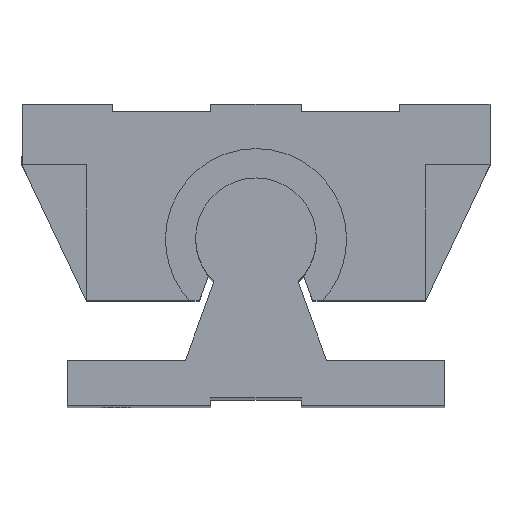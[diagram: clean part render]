
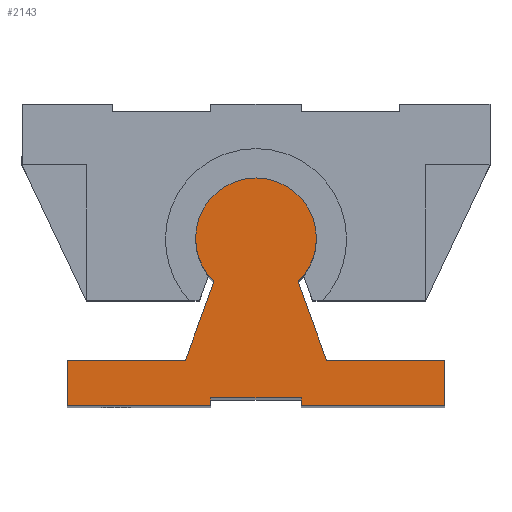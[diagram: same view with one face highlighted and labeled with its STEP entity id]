
A CAD part, top view. The second image highlights one B-rep face of the part: STEP entity #2143.
In plain terms, the highlighted planar face has unit normal (0, 0, 1).
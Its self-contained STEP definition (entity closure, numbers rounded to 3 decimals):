
#41 = AXIS2_PLACEMENT_3D ( 'NONE', #7232, #14578, #8395 ) ;
#91 = VERTEX_POINT ( 'NONE', #9360 ) ;
#113 = DIRECTION ( 'NONE',  ( 1., 0., 0. ) ) ;
#186 = CARTESIAN_POINT ( 'NONE',  ( -5.565, -23.607, 85. ) ) ;
#301 = CIRCLE ( 'NONE', #41, 8. ) ;
#370 = ORIENTED_EDGE ( 'NONE', *, *, #4181, .T. ) ;
#520 = DIRECTION ( 'NONE',  ( -1., 0., 0. ) ) ;
#596 = DIRECTION ( 'NONE',  ( 0., -1., 0. ) ) ;
#911 = VECTOR ( 'NONE', #9720, 1000. ) ;
#1059 = VERTEX_POINT ( 'NONE', #5181 ) ;
#1121 = LINE ( 'NONE', #5091, #6910 ) ;
#1903 = AXIS2_PLACEMENT_3D ( 'NONE', #9049, #7802, #520 ) ;
#1912 = VECTOR ( 'NONE', #11011, 1000. ) ;
#1966 = VERTEX_POINT ( 'NONE', #6667 ) ;
#2032 = DIRECTION ( 'NONE',  ( -1., 0., 0. ) ) ;
#2143 = ADVANCED_FACE ( 'NONE', ( #15166 ), #7801, .F. ) ;
#2257 = VERTEX_POINT ( 'NONE', #4331 ) ;
#2337 = CARTESIAN_POINT ( 'NONE',  ( -25., -40., 85. ) ) ;
#2467 = VERTEX_POINT ( 'NONE', #2337 ) ;
#2736 = VERTEX_POINT ( 'NONE', #10480 ) ;
#2869 = VECTOR ( 'NONE', #113, 1000. ) ;
#3063 = ORIENTED_EDGE ( 'NONE', *, *, #6055, .T. ) ;
#3350 = CARTESIAN_POINT ( 'NONE',  ( 0., -17.86, 85. ) ) ;
#3739 = VECTOR ( 'NONE', #8143, 1000. ) ;
#3922 = CARTESIAN_POINT ( 'NONE',  ( 25., -34., 85. ) ) ;
#3966 = VECTOR ( 'NONE', #8085, 1000. ) ;
#4010 = CARTESIAN_POINT ( 'NONE',  ( 0., -17.86, 85. ) ) ;
#4181 = EDGE_CURVE ( 'NONE', #2467, #91, #9891, .T. ) ;
#4331 = CARTESIAN_POINT ( 'NONE',  ( -9.348, -34., 85. ) ) ;
#4373 = VERTEX_POINT ( 'NONE', #9297 ) ;
#4692 = CARTESIAN_POINT ( 'NONE',  ( -6., -40., 85. ) ) ;
#4857 = CARTESIAN_POINT ( 'NONE',  ( 25., -34., 85. ) ) ;
#4871 = ORIENTED_EDGE ( 'NONE', *, *, #6131, .T. ) ;
#5012 = EDGE_CURVE ( 'NONE', #5292, #1966, #10158, .T. ) ;
#5091 = CARTESIAN_POINT ( 'NONE',  ( -25., -34., 85. ) ) ;
#5160 = CARTESIAN_POINT ( 'NONE',  ( 6., -39., 85. ) ) ;
#5181 = CARTESIAN_POINT ( 'NONE',  ( -8., -17.86, 85. ) ) ;
#5292 = VERTEX_POINT ( 'NONE', #11920 ) ;
#5296 = LINE ( 'NONE', #14125, #3966 ) ;
#5331 = VERTEX_POINT ( 'NONE', #10676 ) ;
#5390 = ORIENTED_EDGE ( 'NONE', *, *, #13289, .T. ) ;
#5481 = CARTESIAN_POINT ( 'NONE',  ( 25., -40., 85. ) ) ;
#5706 = VERTEX_POINT ( 'NONE', #9815 ) ;
#5728 = ORIENTED_EDGE ( 'NONE', *, *, #6333, .T. ) ;
#5747 = DIRECTION ( 'NONE',  ( 0., 1., 0. ) ) ;
#5833 = DIRECTION ( 'NONE',  ( 0., 0., 1. ) ) ;
#6030 = VECTOR ( 'NONE', #596, 1000. ) ;
#6055 = EDGE_CURVE ( 'NONE', #91, #7868, #15582, .T. ) ;
#6058 = LINE ( 'NONE', #8362, #1912 ) ;
#6131 = EDGE_CURVE ( 'NONE', #1059, #2736, #15087, .T. ) ;
#6219 = EDGE_CURVE ( 'NONE', #5331, #1059, #301, .T. ) ;
#6333 = EDGE_CURVE ( 'NONE', #2257, #5706, #1121, .T. ) ;
#6423 = EDGE_CURVE ( 'NONE', #1966, #5331, #9040, .T. ) ;
#6435 = DIRECTION ( 'NONE',  ( -0.342, 0.94, 0. ) ) ;
#6500 = CARTESIAN_POINT ( 'NONE',  ( 6., -39., 85. ) ) ;
#6667 = CARTESIAN_POINT ( 'NONE',  ( 5.565, -23.607, 85. ) ) ;
#6910 = VECTOR ( 'NONE', #12771, 1000. ) ;
#7049 = CARTESIAN_POINT ( 'NONE',  ( 6., -40., 85. ) ) ;
#7232 = CARTESIAN_POINT ( 'NONE',  ( 0., -17.86, 85. ) ) ;
#7469 = LINE ( 'NONE', #5160, #2869 ) ;
#7687 = CARTESIAN_POINT ( 'NONE',  ( -6., -39., 85. ) ) ;
#7801 = PLANE ( 'NONE',  #13047 ) ;
#7802 = DIRECTION ( 'NONE',  ( 0., 0., 1. ) ) ;
#7868 = VERTEX_POINT ( 'NONE', #7687 ) ;
#7950 = AXIS2_PLACEMENT_3D ( 'NONE', #3350, #5833, #10792 ) ;
#8085 = DIRECTION ( 'NONE',  ( 0., -1., 0. ) ) ;
#8143 = DIRECTION ( 'NONE',  ( 0., 1., 0. ) ) ;
#8255 = DIRECTION ( 'NONE',  ( -0.342, -0.94, 0. ) ) ;
#8362 = CARTESIAN_POINT ( 'NONE',  ( 6., -40., 85. ) ) ;
#8395 = DIRECTION ( 'NONE',  ( -1., 0., 0. ) ) ;
#8524 = EDGE_LOOP ( 'NONE', ( #11600, #15376, #4871, #11911, #5728, #10095, #370, #3063, #9264, #15721, #14984, #5390, #16249, #10074 ) ) ;
#8701 = VECTOR ( 'NONE', #6435, 1000. ) ;
#8737 = EDGE_CURVE ( 'NONE', #7868, #4373, #7469, .T. ) ;
#8755 = VERTEX_POINT ( 'NONE', #3922 ) ;
#8968 = DIRECTION ( 'NONE',  ( 0., 0., -1. ) ) ;
#9040 = CIRCLE ( 'NONE', #1903, 8. ) ;
#9049 = CARTESIAN_POINT ( 'NONE',  ( 0., -17.86, 85. ) ) ;
#9264 = ORIENTED_EDGE ( 'NONE', *, *, #8737, .T. ) ;
#9297 = CARTESIAN_POINT ( 'NONE',  ( 6., -39., 85. ) ) ;
#9360 = CARTESIAN_POINT ( 'NONE',  ( -6., -40., 85. ) ) ;
#9720 = DIRECTION ( 'NONE',  ( 1., 0., 0. ) ) ;
#9752 = EDGE_CURVE ( 'NONE', #4373, #14013, #15798, .T. ) ;
#9758 = VECTOR ( 'NONE', #2032, 1000. ) ;
#9815 = CARTESIAN_POINT ( 'NONE',  ( -25., -34., 85. ) ) ;
#9891 = LINE ( 'NONE', #4692, #911 ) ;
#10074 = ORIENTED_EDGE ( 'NONE', *, *, #5012, .T. ) ;
#10095 = ORIENTED_EDGE ( 'NONE', *, *, #11997, .T. ) ;
#10158 = LINE ( 'NONE', #11158, #8701 ) ;
#10480 = CARTESIAN_POINT ( 'NONE',  ( -5.565, -23.607, 85. ) ) ;
#10676 = CARTESIAN_POINT ( 'NONE',  ( 8., -17.86, 85. ) ) ;
#10792 = DIRECTION ( 'NONE',  ( -1., 0., 0. ) ) ;
#11011 = DIRECTION ( 'NONE',  ( 1., 0., 0. ) ) ;
#11158 = CARTESIAN_POINT ( 'NONE',  ( 5.565, -23.607, 85. ) ) ;
#11209 = EDGE_CURVE ( 'NONE', #8755, #5292, #13434, .T. ) ;
#11393 = VECTOR ( 'NONE', #5747, 1000. ) ;
#11600 = ORIENTED_EDGE ( 'NONE', *, *, #6423, .T. ) ;
#11911 = ORIENTED_EDGE ( 'NONE', *, *, #13641, .T. ) ;
#11920 = CARTESIAN_POINT ( 'NONE',  ( 9.348, -34., 85. ) ) ;
#11997 = EDGE_CURVE ( 'NONE', #5706, #2467, #5296, .T. ) ;
#12292 = CARTESIAN_POINT ( 'NONE',  ( 25., -40., 85. ) ) ;
#12771 = DIRECTION ( 'NONE',  ( -1., 0., 0. ) ) ;
#13047 = AXIS2_PLACEMENT_3D ( 'NONE', #4010, #8968, #16327 ) ;
#13289 = EDGE_CURVE ( 'NONE', #15147, #8755, #15917, .T. ) ;
#13434 = LINE ( 'NONE', #4857, #9758 ) ;
#13641 = EDGE_CURVE ( 'NONE', #2736, #2257, #15308, .T. ) ;
#13751 = VECTOR ( 'NONE', #8255, 1000. ) ;
#14013 = VERTEX_POINT ( 'NONE', #7049 ) ;
#14125 = CARTESIAN_POINT ( 'NONE',  ( -25., -40., 85. ) ) ;
#14361 = EDGE_CURVE ( 'NONE', #14013, #15147, #6058, .T. ) ;
#14410 = CARTESIAN_POINT ( 'NONE',  ( -6., -39., 85. ) ) ;
#14578 = DIRECTION ( 'NONE',  ( 0., 0., 1. ) ) ;
#14984 = ORIENTED_EDGE ( 'NONE', *, *, #14361, .T. ) ;
#15087 = CIRCLE ( 'NONE', #7950, 8. ) ;
#15147 = VERTEX_POINT ( 'NONE', #5481 ) ;
#15166 = FACE_OUTER_BOUND ( 'NONE', #8524, .T. ) ;
#15308 = LINE ( 'NONE', #186, #13751 ) ;
#15376 = ORIENTED_EDGE ( 'NONE', *, *, #6219, .T. ) ;
#15582 = LINE ( 'NONE', #14410, #3739 ) ;
#15721 = ORIENTED_EDGE ( 'NONE', *, *, #9752, .T. ) ;
#15798 = LINE ( 'NONE', #6500, #6030 ) ;
#15917 = LINE ( 'NONE', #12292, #11393 ) ;
#16249 = ORIENTED_EDGE ( 'NONE', *, *, #11209, .T. ) ;
#16327 = DIRECTION ( 'NONE',  ( -1., 0., 0. ) ) ;
